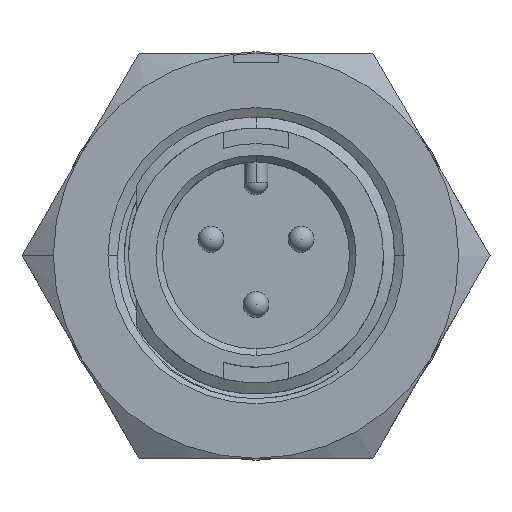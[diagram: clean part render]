
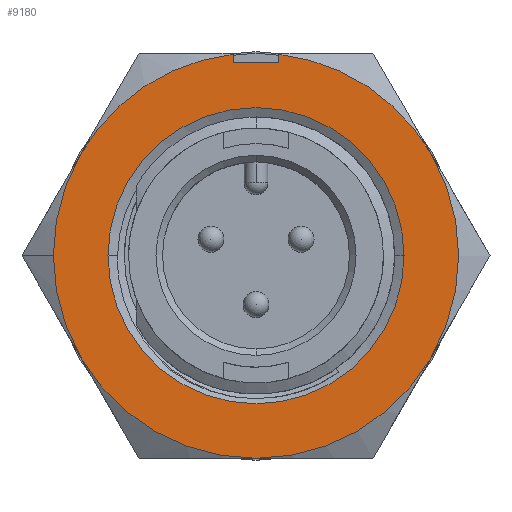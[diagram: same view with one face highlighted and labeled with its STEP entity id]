
A CAD part, top view. The second image highlights one B-rep face of the part: STEP entity #9180.
In plain terms, the highlighted planar face has unit normal (0, 0, 1).
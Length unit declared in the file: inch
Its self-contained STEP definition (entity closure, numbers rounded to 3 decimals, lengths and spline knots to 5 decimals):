
#478 = LINE ( 'NONE', #480, #1200 ) ;
#480 = CARTESIAN_POINT ( 'NONE',  ( -0.035, 0.295, 0.328 ) ) ;
#483 = DIRECTION ( 'NONE',  ( -1., 0., 0. ) ) ;
#557 = CARTESIAN_POINT ( 'NONE',  ( 0., 0., 0.328 ) ) ;
#559 = DIRECTION ( 'NONE',  ( 0., 0., -1. ) ) ;
#561 = DIRECTION ( 'NONE',  ( 0., 1., 0. ) ) ;
#1130 = VECTOR ( 'NONE', #6678, 39.37008 ) ;
#1197 = AXIS2_PLACEMENT_3D ( 'NONE', #557, #559, #561 ) ;
#1200 = VECTOR ( 'NONE', #483, 39.37008 ) ;
#1330 = VECTOR ( 'NONE', #3152, 39.37008 ) ;
#1358 = AXIS2_PLACEMENT_3D ( 'NONE', #3301, #3299, #3295 ) ;
#1403 = AXIS2_PLACEMENT_3D ( 'NONE', #10058, #10045, #10044 ) ;
#1423 = AXIS2_PLACEMENT_3D ( 'NONE', #9687, #9686, #9685 ) ;
#1434 = AXIS2_PLACEMENT_3D ( 'NONE', #4765, #4764, #4763 ) ;
#1445 = AXIS2_PLACEMENT_3D ( 'NONE', #4309, #4305, #4304 ) ;
#1456 = AXIS2_PLACEMENT_3D ( 'NONE', #4231, #4230, #4229 ) ;
#1489 = FACE_BOUND ( 'NONE', #1855, .T. ) ;
#1495 = FACE_OUTER_BOUND ( 'NONE', #1854, .T. ) ;
#1496 = AXIS2_PLACEMENT_3D ( 'NONE', #4022, #4020, #4019 ) ;
#1515 = AXIS2_PLACEMENT_3D ( 'NONE', #9405, #9393, #9374 ) ;
#1536 = AXIS2_PLACEMENT_3D ( 'NONE', #7113, #7120, #7607 ) ;
#1854 = EDGE_LOOP ( 'NONE', ( #11494, #11545, #11467, #11593, #11551, #11644, #11599, #11510, #11458, #11497 ) ) ;
#1855 = EDGE_LOOP ( 'NONE', ( #11550, #11447 ) ) ;
#2540 = VERTEX_POINT ( 'NONE', #6154 ) ;
#2567 = VERTEX_POINT ( 'NONE', #6221 ) ;
#2571 = VERTEX_POINT ( 'NONE', #6233 ) ;
#2612 = VERTEX_POINT ( 'NONE', #6483 ) ;
#2641 = VERTEX_POINT ( 'NONE', #6540 ) ;
#2665 = VERTEX_POINT ( 'NONE', #6732 ) ;
#2666 = VERTEX_POINT ( 'NONE', #6735 ) ;
#2674 = VERTEX_POINT ( 'NONE', #6748 ) ;
#2700 = VERTEX_POINT ( 'NONE', #6811 ) ;
#2717 = VERTEX_POINT ( 'NONE', #7049 ) ;
#3130 = CARTESIAN_POINT ( 'NONE',  ( -0.035, 0.35188, 0.328 ) ) ;
#3136 = LINE ( 'NONE', #3130, #1330 ) ;
#3152 = DIRECTION ( 'NONE',  ( 0., 1., 0. ) ) ;
#3295 = DIRECTION ( 'NONE',  ( -1., 0., 0. ) ) ;
#3299 = DIRECTION ( 'NONE',  ( 0., 0., -1. ) ) ;
#3301 = CARTESIAN_POINT ( 'NONE',  ( 0., 0., 0.328 ) ) ;
#3756 = CARTESIAN_POINT ( 'NONE',  ( 0.035, 0.295, 0.328 ) ) ;
#3857 = CARTESIAN_POINT ( 'NONE',  ( 0.26847, 0.155, 0.328 ) ) ;
#4019 = DIRECTION ( 'NONE',  ( -1., 0., 0. ) ) ;
#4020 = DIRECTION ( 'NONE',  ( 0., 0., -1. ) ) ;
#4022 = CARTESIAN_POINT ( 'NONE',  ( 0., -0.62, 0.328 ) ) ;
#4031 = PLANE ( 'NONE',  #1496 ) ;
#4229 = DIRECTION ( 'NONE',  ( -1., 0., 0. ) ) ;
#4230 = DIRECTION ( 'NONE',  ( 0., 0., -1. ) ) ;
#4231 = CARTESIAN_POINT ( 'NONE',  ( 0., 0., 0.328 ) ) ;
#4304 = DIRECTION ( 'NONE',  ( -1., 0., 0. ) ) ;
#4305 = DIRECTION ( 'NONE',  ( 0., 0., -1. ) ) ;
#4309 = CARTESIAN_POINT ( 'NONE',  ( 0., 0., 0.328 ) ) ;
#4763 = DIRECTION ( 'NONE',  ( 1., 0., 0. ) ) ;
#4764 = DIRECTION ( 'NONE',  ( 0., 0., 1. ) ) ;
#4765 = CARTESIAN_POINT ( 'NONE',  ( 0., 0., 0.328 ) ) ;
#6154 = CARTESIAN_POINT ( 'NONE',  ( -0.26847, -0.155, 0.328 ) ) ;
#6221 = CARTESIAN_POINT ( 'NONE',  ( -0.2265, 0., 0.328 ) ) ;
#6233 = CARTESIAN_POINT ( 'NONE',  ( 0.26847, -0.155, 0.328 ) ) ;
#6483 = CARTESIAN_POINT ( 'NONE',  ( 0.035, 0.30802, 0.328 ) ) ;
#6540 = CARTESIAN_POINT ( 'NONE',  ( -0.035, 0.295, 0.328 ) ) ;
#6676 = CARTESIAN_POINT ( 'NONE',  ( 0.035, 0.35188, 0.328 ) ) ;
#6678 = DIRECTION ( 'NONE',  ( 0., -1., 0. ) ) ;
#6685 = LINE ( 'NONE', #6676, #1130 ) ;
#6732 = CARTESIAN_POINT ( 'NONE',  ( 0.2265, 0., 0.328 ) ) ;
#6735 = CARTESIAN_POINT ( 'NONE',  ( -0.035, 0.30802, 0.328 ) ) ;
#6748 = CARTESIAN_POINT ( 'NONE',  ( -0.26847, 0.155, 0.328 ) ) ;
#6811 = CARTESIAN_POINT ( 'NONE',  ( 0., -0.31, 0.328 ) ) ;
#7049 = CARTESIAN_POINT ( 'NONE',  ( -0.31, 0., 0.328 ) ) ;
#7113 = CARTESIAN_POINT ( 'NONE',  ( 0., 0., 0.328 ) ) ;
#7120 = DIRECTION ( 'NONE',  ( 0., 0., -1. ) ) ;
#7607 = DIRECTION ( 'NONE',  ( -1., 0., 0. ) ) ;
#8696 = EDGE_CURVE ( 'NONE', #2612, #11470, #6685, .T. ) ;
#8716 = CIRCLE ( 'NONE', #1403, 0.2265 ) ;
#8780 = CIRCLE ( 'NONE', #1515, 0.31 ) ;
#8841 = EDGE_CURVE ( 'NONE', #11470, #2641, #478, .T. ) ;
#8848 = EDGE_CURVE ( 'NONE', #2674, #2666, #9312, .T. ) ;
#8893 = CIRCLE ( 'NONE', #1423, 0.31 ) ;
#8907 = CIRCLE ( 'NONE', #1445, 0.31 ) ;
#8924 = CIRCLE ( 'NONE', #1456, 0.31 ) ;
#8987 = EDGE_CURVE ( 'NONE', #2641, #2666, #3136, .T. ) ;
#9018 = CIRCLE ( 'NONE', #1536, 0.31 ) ;
#9031 = EDGE_CURVE ( 'NONE', #2540, #2717, #9123, .T. ) ;
#9078 = CIRCLE ( 'NONE', #1434, 0.2265 ) ;
#9095 = EDGE_CURVE ( 'NONE', #2567, #2665, #8716, .T. ) ;
#9111 = EDGE_CURVE ( 'NONE', #11462, #2571, #8893, .T. ) ;
#9123 = CIRCLE ( 'NONE', #1358, 0.31 ) ;
#9125 = EDGE_CURVE ( 'NONE', #2665, #2567, #9078, .T. ) ;
#9133 = EDGE_CURVE ( 'NONE', #2717, #2674, #8907, .T. ) ;
#9145 = EDGE_CURVE ( 'NONE', #2700, #2540, #8924, .T. ) ;
#9180 = ADVANCED_FACE ( 'NONE', ( #1489, #1495 ), #4031, .F. ) ;
#9216 = EDGE_CURVE ( 'NONE', #2612, #11462, #8780, .T. ) ;
#9227 = EDGE_CURVE ( 'NONE', #2571, #2700, #9018, .T. ) ;
#9312 = CIRCLE ( 'NONE', #1197, 0.31 ) ;
#9374 = DIRECTION ( 'NONE',  ( 0., 1., 0. ) ) ;
#9393 = DIRECTION ( 'NONE',  ( 0., 0., -1. ) ) ;
#9405 = CARTESIAN_POINT ( 'NONE',  ( 0., 0., 0.328 ) ) ;
#9685 = DIRECTION ( 'NONE',  ( -1., 0., 0. ) ) ;
#9686 = DIRECTION ( 'NONE',  ( 0., 0., -1. ) ) ;
#9687 = CARTESIAN_POINT ( 'NONE',  ( 0., 0., 0.328 ) ) ;
#10044 = DIRECTION ( 'NONE',  ( 1., 0., 0. ) ) ;
#10045 = DIRECTION ( 'NONE',  ( 0., 0., 1. ) ) ;
#10058 = CARTESIAN_POINT ( 'NONE',  ( 0., 0., 0.328 ) ) ;
#11447 = ORIENTED_EDGE ( 'NONE', *, *, #9095, .F. ) ;
#11458 = ORIENTED_EDGE ( 'NONE', *, *, #9216, .F. ) ;
#11462 = VERTEX_POINT ( 'NONE', #3857 ) ;
#11467 = ORIENTED_EDGE ( 'NONE', *, *, #8848, .F. ) ;
#11470 = VERTEX_POINT ( 'NONE', #3756 ) ;
#11494 = ORIENTED_EDGE ( 'NONE', *, *, #8841, .T. ) ;
#11497 = ORIENTED_EDGE ( 'NONE', *, *, #8696, .T. ) ;
#11510 = ORIENTED_EDGE ( 'NONE', *, *, #9111, .F. ) ;
#11545 = ORIENTED_EDGE ( 'NONE', *, *, #8987, .T. ) ;
#11550 = ORIENTED_EDGE ( 'NONE', *, *, #9125, .F. ) ;
#11551 = ORIENTED_EDGE ( 'NONE', *, *, #9031, .F. ) ;
#11593 = ORIENTED_EDGE ( 'NONE', *, *, #9133, .F. ) ;
#11599 = ORIENTED_EDGE ( 'NONE', *, *, #9227, .F. ) ;
#11644 = ORIENTED_EDGE ( 'NONE', *, *, #9145, .F. ) ;
